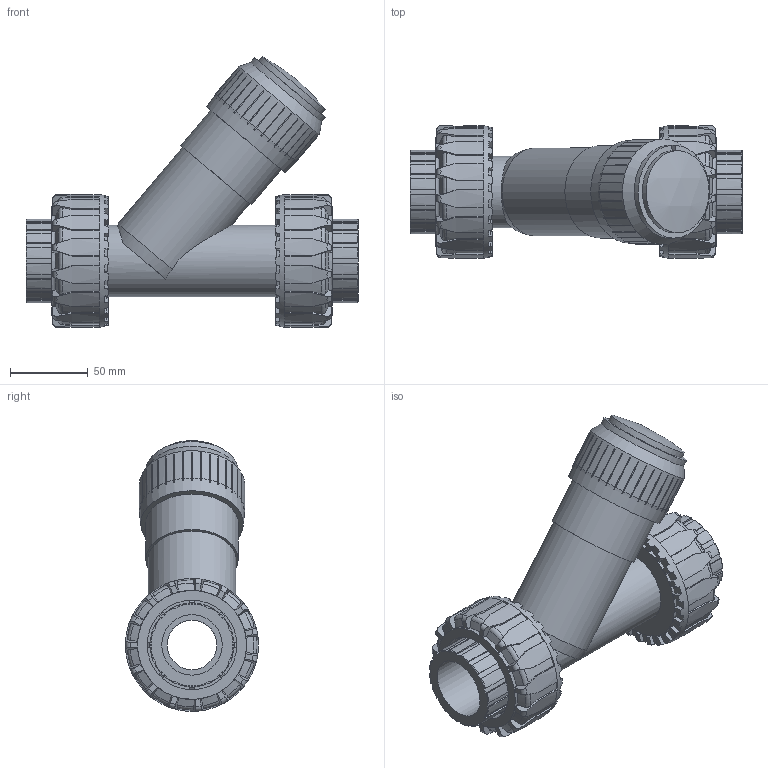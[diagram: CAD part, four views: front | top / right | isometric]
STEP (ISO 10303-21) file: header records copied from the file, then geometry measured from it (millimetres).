
FILE_DESCRIPTION(/* description */ (''),/* implementation_level */ '2;1');
FILE_NAME(/* name */ 'VRUFV114E.iam.stp',/* time_stamp */ '2013-10-01T10:42:45+02:00',/* author */ ('bfaro'),/* organization */ (''),/* preprocessor_version */ 'ST-DEVELOPER v15.2',/* originating_system */ 'Autodesk Inventor 2014',/* authorisation */ '');
FILE_SCHEMA (('AUTOMOTIVE_DESIGN { 1 0 10303 214 3 1 1 }'));
Length unit declared in the file: millimetre
Products named in the file (5): cassa RVU-V 40; Coperchio RV 40; ENDFV114; NTVKD040V; VRUFV114E
Bounding box: 214.1 x 85.7 x 174.59 mm (x, y, z)
Volume: 695982 mm3; surface area: 168765.1 mm2
Topology: 6 solids, 6 shells, 1025 faces, 2976 edges, 1972 vertices
Faces by surface type: plane 678, cylinder 249, torus 62, cone 35, sphere 1
Full cylindrical faces by diameter (mm): 32 x3, 39 x2, 43 x1, 46 x1, 46.1 x1, 53 x1, 54 x2, 56.646 x1, 57.7 x2, 59.614 x1, 63.5 x2, 66.7 x2, 68 x1, 70.3 x2, 70.5 x2
Entity records: 20281 total; most frequent: CARTESIAN_POINT 4060, DIRECTION 3532, ORIENTED_EDGE 3410, EDGE_CURVE 1705, AXIS2_PLACEMENT_3D 1339, VERTEX_POINT 1141, LINE 854, VECTOR 854
